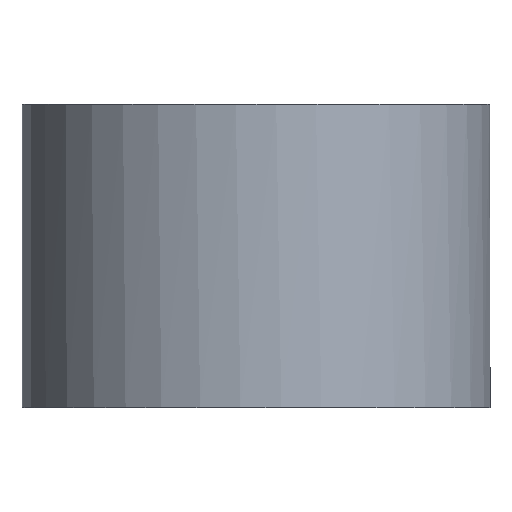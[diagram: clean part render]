
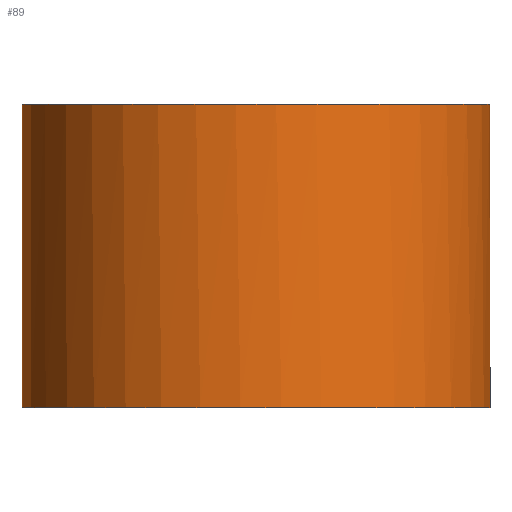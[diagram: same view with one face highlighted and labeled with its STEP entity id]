
A CAD part, left-side view. The second image highlights one B-rep face of the part: STEP entity #89.
In plain terms, the highlighted cylindrical face has radius 4.325 mm (diameter 8.65 mm), a full revolution.
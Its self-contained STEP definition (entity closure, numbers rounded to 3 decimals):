
#89=ADVANCED_FACE('',(#188,#190),#192,.T.);
#188=FACE_BOUND('',#189,.T.);
#189=EDGE_LOOP('',(#255,#256,#257,#258));
#190=FACE_OUTER_BOUND('',#191,.T.);
#191=EDGE_LOOP('',(#259));
#192=CYLINDRICAL_SURFACE('',#193,4.325);
#193=AXIS2_PLACEMENT_3D('',#194,#195,#196);
#194=CARTESIAN_POINT('',(0.,0.,0.));
#195=DIRECTION('',(0.,0.,1.));
#196=DIRECTION('',(0.066,0.998,0.));
#255=ORIENTED_EDGE('',*,*,#290,.F.);
#256=ORIENTED_EDGE('',*,*,#291,.T.);
#257=ORIENTED_EDGE('',*,*,#292,.T.);
#258=ORIENTED_EDGE('',*,*,#293,.F.);
#259=ORIENTED_EDGE('',*,*,#285,.T.);
#285=EDGE_CURVE('',#304,#304,#305,.T.);
#290=EDGE_CURVE('',#314,#315,#316,.T.);
#291=EDGE_CURVE('',#314,#317,#318,.F.);
#292=EDGE_CURVE('',#317,#319,#320,.T.);
#293=EDGE_CURVE('',#315,#319,#321,.T.);
#304=VERTEX_POINT('',#338);
#305=CIRCLE('',#339,4.325);
#314=VERTEX_POINT('',#363);
#315=VERTEX_POINT('',#364);
#316=LINE('',#365,#366);
#317=VERTEX_POINT('',#368);
#318=CIRCLE('',#369,4.325);
#319=VERTEX_POINT('',#373);
#320=LINE('',#374,#375);
#321=CIRCLE('',#377,4.325);
#338=CARTESIAN_POINT('',(0.287,4.315,-3.));
#339=AXIS2_PLACEMENT_3D('',#340,#341,#342);
#340=CARTESIAN_POINT('',(0.,0.,-3.));
#341=DIRECTION('',(0.,0.,1.));
#342=DIRECTION('',(-1.,0.,0.));
#363=CARTESIAN_POINT('',(0.287,4.315,0.));
#364=CARTESIAN_POINT('',(0.287,4.315,2.6));
#365=CARTESIAN_POINT('',(0.287,4.315,0.));
#366=VECTOR('',#367,1.);
#367=DIRECTION('',(0.,0.,1.));
#368=CARTESIAN_POINT('',(0.287,-4.315,0.));
#369=AXIS2_PLACEMENT_3D('',#370,#371,#372);
#370=CARTESIAN_POINT('',(0.,0.,0.));
#371=DIRECTION('',(0.,0.,1.));
#372=DIRECTION('',(0.066,-0.998,0.));
#373=CARTESIAN_POINT('',(0.287,-4.315,2.6));
#374=CARTESIAN_POINT('',(0.287,-4.315,0.));
#375=VECTOR('',#376,1.);
#376=DIRECTION('',(0.,0.,1.));
#377=AXIS2_PLACEMENT_3D('',#378,#379,#380);
#378=CARTESIAN_POINT('',(0.,0.,2.6));
#379=DIRECTION('',(0.,0.,1.));
#380=DIRECTION('',(0.066,0.998,0.));
